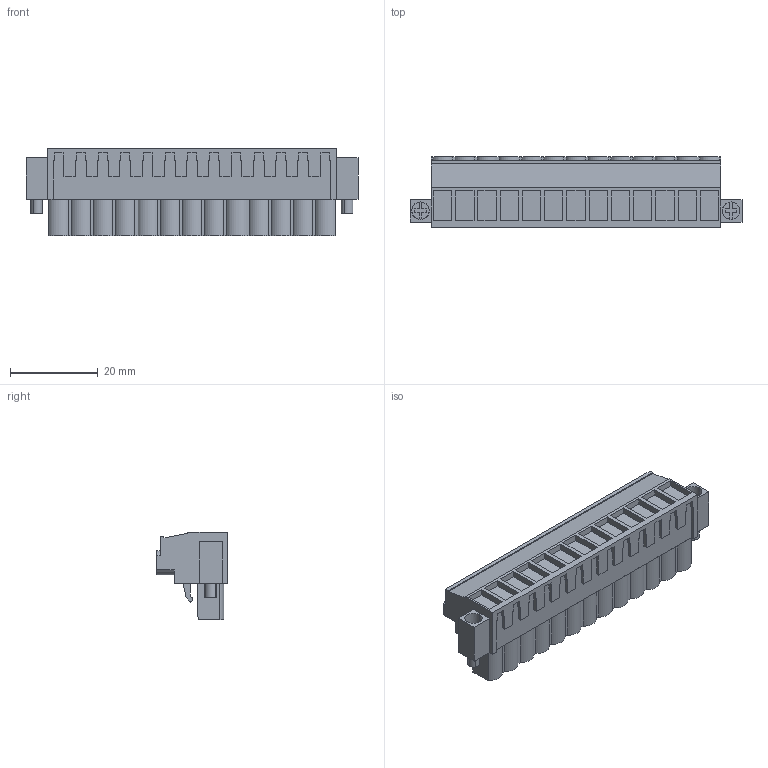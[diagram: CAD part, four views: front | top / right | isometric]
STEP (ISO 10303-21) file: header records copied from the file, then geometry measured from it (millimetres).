
FILE_DESCRIPTION(('CATIA V5 STEP','CAx-IF Rec.Pracs.--- Model Styling and Organization---1.2---2011-12-15'),'2;1');
FILE_NAME ('D1459922_0_1944200000_1944200000.stp','2017-05-22T10:02:45+00:00',('none'),('Weidmueller'),'CATIA Version 5-6 Release 2014','CATIA V5 STEP AP214','none');
FILE_SCHEMA(('AUTOMOTIVE_DESIGN { 1 0 10303 214 1 1 1 1 }'));
Length unit declared in the file: millimetre
Products named in the file (1): 1944200000
Bounding box: 75.84 x 16.1 x 20.05 mm (x, y, z)
Volume: 12704.1 mm3; surface area: 8509.5 mm2
Topology: 16 solids, 16 shells, 932 faces, 2619 edges, 1776 vertices
Faces by surface type: plane 791, cylinder 141
Entity records: 27580 total; most frequent: ORIENTED_EDGE 5238, CARTESIAN_POINT 4935, DIRECTION 3697, EDGE_CURVE 2619, VECTOR 2277, LINE 2277, VERTEX_POINT 1776, EDGE_LOOP 993
